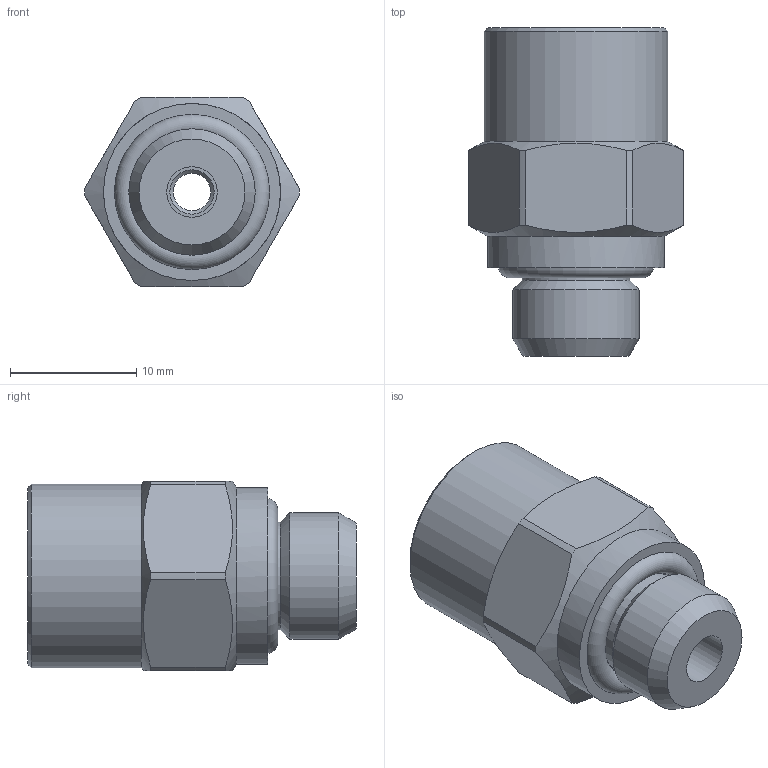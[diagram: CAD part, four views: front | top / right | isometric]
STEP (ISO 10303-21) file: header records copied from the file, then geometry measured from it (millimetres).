
FILE_DESCRIPTION(/* description */ ('STEP AP214'),/* implementation_level */ '2;1');
FILE_NAME(/* name */ 'T002023O',/* time_stamp */ '2023-05-10T16:43:18+02:00',/* author */ ('License CC BY-ND 4.0'),/* organization */ ('CADENAS'),/* preprocessor_version */ 'ST-DEVELOPER v19.3',/* originating_system */ 'PARTsolutions',/* authorisation */ ' ');
FILE_SCHEMA (('AUTOMOTIVE_DESIGN {1 0 10303 214 3 1 1}'));
Length unit declared in the file: millimetre
Products named in the file (1): T002023O
Bounding box: 17 x 26 x 15 mm (x, y, z)
Volume: 3227.5 mm3; surface area: 2322.6 mm2
Topology: 1 solids, 1 shells, 173 faces, 449 edges, 297 vertices
Faces by surface type: plane 76, bspline 70, cylinder 16, cone 8, torus 3
Full cylindrical faces by diameter (mm): 2.95 x1, 3.85 x1, 4 x1, 6.15 x2, 8.5 x1, 10 x1, 12 x1, 14 x1, 14.5 x1
Entity records: 9891 total; most frequent: CARTESIAN_POINT 5014, ORIENTED_EDGE 842, DIRECTION 516, EDGE_CURVE 421, VERTEX_POINT 290, LINE 228, VECTOR 228, EDGE_LOOP 215
